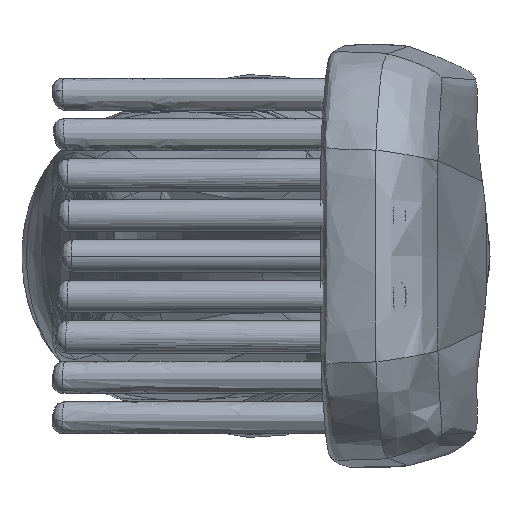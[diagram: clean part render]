
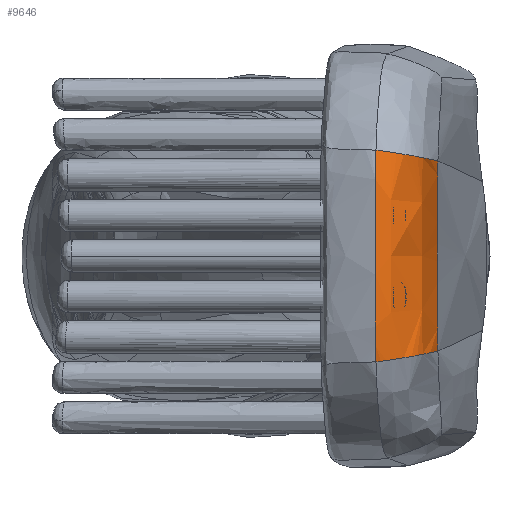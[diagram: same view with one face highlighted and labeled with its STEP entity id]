
A CAD part, front view. The second image highlights one B-rep face of the part: STEP entity #9646.
In plain terms, the highlighted free-form (B-spline) face has degree [3, 3] with [7, 6] control points.
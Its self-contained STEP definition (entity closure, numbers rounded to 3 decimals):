
#8746 = VERTEX_POINT('',#8747);
#8747 = CARTESIAN_POINT('',(13.741,-160.908,
    5.061));
#8758 = EDGE_CURVE('',#8759,#8746,#8761,.T.);
#8759 = VERTEX_POINT('',#8760);
#8760 = CARTESIAN_POINT('',(13.741,-160.908,
    -5.061));
#8761 = B_SPLINE_CURVE_WITH_KNOTS('',3,(#8762,#8763,#8764,#8765,#8766,
    #8767,#8768,#8769,#8770),.UNSPECIFIED.,.F.,.F.,(4,2,1,2,4),(0.,0.25,
    0.5,0.75,1.),.UNSPECIFIED.);
#8762 = CARTESIAN_POINT('',(13.741,-160.908,
    -5.061));
#8763 = CARTESIAN_POINT('',(13.727,-161.046,
    -4.408));
#8764 = CARTESIAN_POINT('',(13.717,-160.836,
    -3.597));
#8765 = CARTESIAN_POINT('',(13.703,-160.385,
    -1.858));
#8766 = CARTESIAN_POINT('',(13.695,-159.902,
    0.));
#8767 = CARTESIAN_POINT('',(13.703,-160.385,
    1.858));
#8768 = CARTESIAN_POINT('',(13.717,-160.836,
    3.597));
#8769 = CARTESIAN_POINT('',(13.727,-161.046,
    4.408));
#8770 = CARTESIAN_POINT('',(13.741,-160.908,
    5.061));
#9646 = ADVANCED_FACE('',(#9647),#9682,.T.);
#9647 = FACE_BOUND('',#9648,.T.);
#9648 = EDGE_LOOP('',(#9649,#9663,#9672,#9673));
#9649 = ORIENTED_EDGE('',*,*,#9650,.T.);
#9650 = EDGE_CURVE('',#9651,#9653,#9655,.T.);
#9651 = VERTEX_POINT('',#9652);
#9652 = CARTESIAN_POINT('',(10.447,-166.095,
    5.615));
#9653 = VERTEX_POINT('',#9654);
#9654 = CARTESIAN_POINT('',(10.447,-166.095,
    -5.615));
#9655 = B_SPLINE_CURVE_WITH_KNOTS('',3,(#9656,#9657,#9658,#9659,#9660,
    #9661,#9662),.UNSPECIFIED.,.F.,.F.,(4,1,1,1,4),(0.,0.25,0.5,0.75,1.)
  ,.UNSPECIFIED.);
#9656 = CARTESIAN_POINT('',(10.447,-166.095,
    5.615));
#9657 = CARTESIAN_POINT('',(10.429,-166.297,
    4.89));
#9658 = CARTESIAN_POINT('',(10.411,-166.5,
    3.124));
#9659 = CARTESIAN_POINT('',(10.411,-166.5,
    0.));
#9660 = CARTESIAN_POINT('',(10.411,-166.5,
    -3.124));
#9661 = CARTESIAN_POINT('',(10.429,-166.297,
    -4.89));
#9662 = CARTESIAN_POINT('',(10.447,-166.095,
    -5.615));
#9663 = ORIENTED_EDGE('',*,*,#9664,.T.);
#9664 = EDGE_CURVE('',#9653,#8759,#9665,.T.);
#9665 = B_SPLINE_CURVE_WITH_KNOTS('',3,(#9666,#9667,#9668,#9669,#9670,
    #9671),.UNSPECIFIED.,.F.,.F.,(4,1,1,4),(0.,0.5,0.75,1.),
  .UNSPECIFIED.);
#9666 = CARTESIAN_POINT('',(10.447,-166.095,
    -5.615));
#9667 = CARTESIAN_POINT('',(10.989,-166.057,
    -5.567));
#9668 = CARTESIAN_POINT('',(11.834,-165.619,
    -5.423));
#9669 = CARTESIAN_POINT('',(12.948,-164.347,
    -5.23));
#9670 = CARTESIAN_POINT('',(13.483,-162.402,
    -5.102));
#9671 = CARTESIAN_POINT('',(13.741,-160.908,
    -5.061));
#9672 = ORIENTED_EDGE('',*,*,#8758,.T.);
#9673 = ORIENTED_EDGE('',*,*,#9674,.F.);
#9674 = EDGE_CURVE('',#9651,#8746,#9675,.T.);
#9675 = B_SPLINE_CURVE_WITH_KNOTS('',3,(#9676,#9677,#9678,#9679,#9680,
    #9681),.UNSPECIFIED.,.F.,.F.,(4,1,1,4),(0.,0.5,0.75,1.),
  .UNSPECIFIED.);
#9676 = CARTESIAN_POINT('',(10.447,-166.095,
    5.615));
#9677 = CARTESIAN_POINT('',(10.989,-166.057,
    5.567));
#9678 = CARTESIAN_POINT('',(11.834,-165.619,
    5.423));
#9679 = CARTESIAN_POINT('',(12.948,-164.347,
    5.23));
#9680 = CARTESIAN_POINT('',(13.483,-162.402,
    5.102));
#9681 = CARTESIAN_POINT('',(13.741,-160.908,
    5.061));
#9682 = B_SPLINE_SURFACE_WITH_KNOTS('',3,3,(
    (#9683,#9684,#9685,#9686,#9687,#9688)
    ,(#9689,#9690,#9691,#9692,#9693,#9694)
    ,(#9695,#9696,#9697,#9698,#9699,#9700)
    ,(#9701,#9702,#9703,#9704,#9705,#9706)
    ,(#9707,#9708,#9709,#9710,#9711,#9712)
    ,(#9713,#9714,#9715,#9716,#9717,#9718)
    ,(#9719,#9720,#9721,#9722,#9723,#9724
    )),.UNSPECIFIED.,.F.,.F.,.F.,(4,1,1,1,4),(4,1,1,4),(0.,0.25,0.5,0.75
    ,1.),(0.,0.5,0.75,1.),.UNSPECIFIED.);
#9683 = CARTESIAN_POINT('',(10.447,-166.095,
    5.615));
#9684 = CARTESIAN_POINT('',(10.989,-166.057,
    5.567));
#9685 = CARTESIAN_POINT('',(11.834,-165.619,
    5.423));
#9686 = CARTESIAN_POINT('',(12.948,-164.347,
    5.23));
#9687 = CARTESIAN_POINT('',(13.483,-162.402,
    5.102));
#9688 = CARTESIAN_POINT('',(13.741,-160.908,
    5.061));
#9689 = CARTESIAN_POINT('',(10.429,-166.297,
    4.89));
#9690 = CARTESIAN_POINT('',(10.972,-166.259,
    4.849));
#9691 = CARTESIAN_POINT('',(11.817,-165.816,
    4.724));
#9692 = CARTESIAN_POINT('',(12.932,-164.519,
    4.558));
#9693 = CARTESIAN_POINT('',(13.469,-162.553,
    4.443));
#9694 = CARTESIAN_POINT('',(13.727,-161.046,
    4.408));
#9695 = CARTESIAN_POINT('',(10.411,-166.5,
    3.124));
#9696 = CARTESIAN_POINT('',(10.954,-166.461,
    3.098));
#9697 = CARTESIAN_POINT('',(11.8,-166.013,
    3.019));
#9698 = CARTESIAN_POINT('',(12.911,-164.33,
    2.914));
#9699 = CARTESIAN_POINT('',(13.447,-162.222,
    2.837));
#9700 = CARTESIAN_POINT('',(13.707,-160.626,
    2.787));
#9701 = CARTESIAN_POINT('',(10.411,-166.5,
    0.));
#9702 = CARTESIAN_POINT('',(10.954,-166.461,
    0.));
#9703 = CARTESIAN_POINT('',(11.8,-166.013,
    0.));
#9704 = CARTESIAN_POINT('',(12.902,-163.787,
    0.));
#9705 = CARTESIAN_POINT('',(13.436,-161.499,
    0.));
#9706 = CARTESIAN_POINT('',(13.695,-159.902,
    0.));
#9707 = CARTESIAN_POINT('',(10.411,-166.5,
    -3.124));
#9708 = CARTESIAN_POINT('',(10.954,-166.461,
    -3.098));
#9709 = CARTESIAN_POINT('',(11.8,-166.013,
    -3.019));
#9710 = CARTESIAN_POINT('',(12.911,-164.33,
    -2.914));
#9711 = CARTESIAN_POINT('',(13.447,-162.222,
    -2.837));
#9712 = CARTESIAN_POINT('',(13.707,-160.626,
    -2.787));
#9713 = CARTESIAN_POINT('',(10.429,-166.297,
    -4.89));
#9714 = CARTESIAN_POINT('',(10.972,-166.259,
    -4.849));
#9715 = CARTESIAN_POINT('',(11.817,-165.816,
    -4.724));
#9716 = CARTESIAN_POINT('',(12.932,-164.519,
    -4.558));
#9717 = CARTESIAN_POINT('',(13.469,-162.553,
    -4.443));
#9718 = CARTESIAN_POINT('',(13.727,-161.046,
    -4.408));
#9719 = CARTESIAN_POINT('',(10.447,-166.095,
    -5.615));
#9720 = CARTESIAN_POINT('',(10.989,-166.057,
    -5.567));
#9721 = CARTESIAN_POINT('',(11.834,-165.619,
    -5.423));
#9722 = CARTESIAN_POINT('',(12.948,-164.347,
    -5.23));
#9723 = CARTESIAN_POINT('',(13.483,-162.402,
    -5.102));
#9724 = CARTESIAN_POINT('',(13.741,-160.908,
    -5.061));
